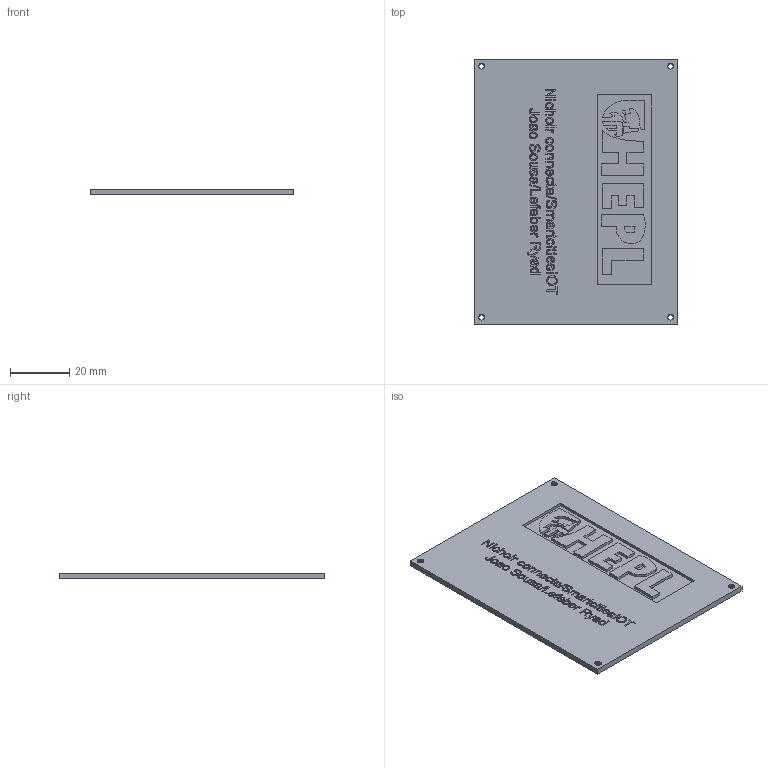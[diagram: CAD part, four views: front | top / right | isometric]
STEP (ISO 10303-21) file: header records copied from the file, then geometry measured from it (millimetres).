
FILE_DESCRIPTION(/* description */ (''),/* implementation_level */ '2;1');
FILE_NAME(/* name */ 'LIDv2.step',/* time_stamp */ '2026-01-01T13:48:56+01:00',/* author */ (''),/* organization */ (''),/* preprocessor_version */ 'ST-DEVELOPER v20.1',/* originating_system */ 'Autodesk Translation Framework v14.21.0.0',/* authorisation */ '');
FILE_SCHEMA (('AUTOMOTIVE_DESIGN { 1 0 10303 214 3 1 1 }'));
Products named in the file (1): LID
Bounding box: 69 x 90 x 2 mm (x, y, z)
Volume: 11567.8 mm3; surface area: 14307.4 mm2
Topology: 1 solids, 1 shells, 1210 faces, 3375 edges, 2250 vertices
Faces by surface type: bspline 739, plane 427, cylinder 44
Full cylindrical faces by diameter (mm): 1.775 x8, 2.28 x4
Entity records: 48403 total; most frequent: CARTESIAN_POINT 22820, ORIENTED_EDGE 6750, EDGE_CURVE 3375, DIRECTION 2694, VERTEX_POINT 2250, LINE 1718, VECTOR 1718, B_SPLINE_CURVE_WITH_KNOTS 1532
